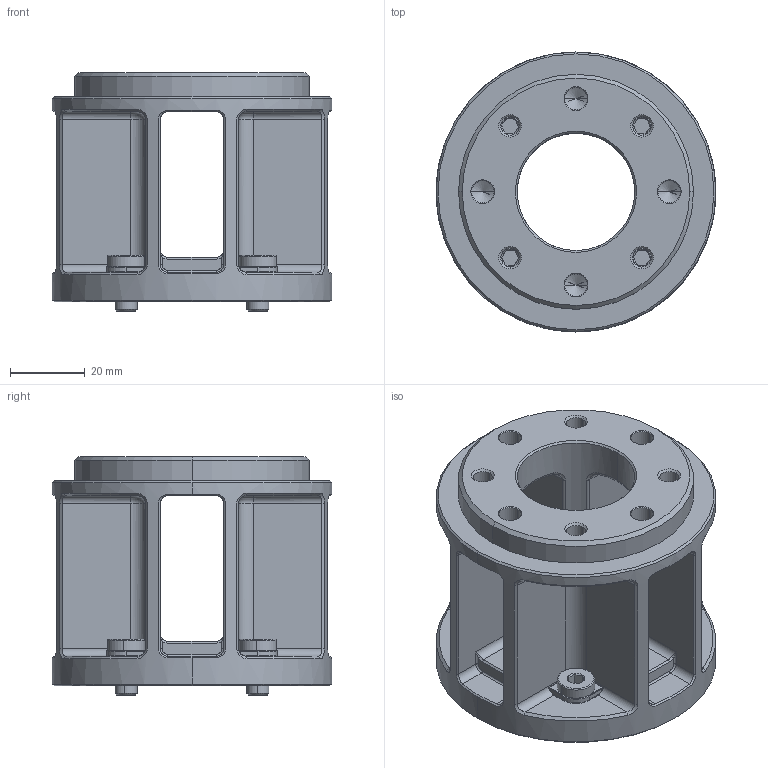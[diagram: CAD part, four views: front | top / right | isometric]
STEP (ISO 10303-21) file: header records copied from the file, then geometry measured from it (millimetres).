
FILE_DESCRIPTION (( 'STEP AP203' ), '1' );
FILE_NAME ('Zivid OA19.STEP', '2020-07-10T14:16:10', ( '' ), ( '' ), 'SwSTEP 2.0', 'SolidWorks 2020', '' );
FILE_SCHEMA (( 'CONFIG_CONTROL_DESIGN' ));
Length unit declared in the file: millimetre
Products named in the file (1): Zivid OA19
Bounding box: 75 x 75 x 64 mm (x, y, z)
Volume: 86612.1 mm3; surface area: 39771.1 mm2
Topology: 5 solids, 5 shells, 484 faces, 1124 edges, 652 vertices
Faces by surface type: cylinder 148, plane 120, cone 102, bspline 64, torus 50
Entity records: 21471 total; most frequent: CARTESIAN_POINT 10897, ORIENTED_EDGE 2216, DIRECTION 2128, EDGE_CURVE 1108, AXIS2_PLACEMENT_3D 855, VERTEX_POINT 652, EDGE_LOOP 528, ADVANCED_FACE 484
